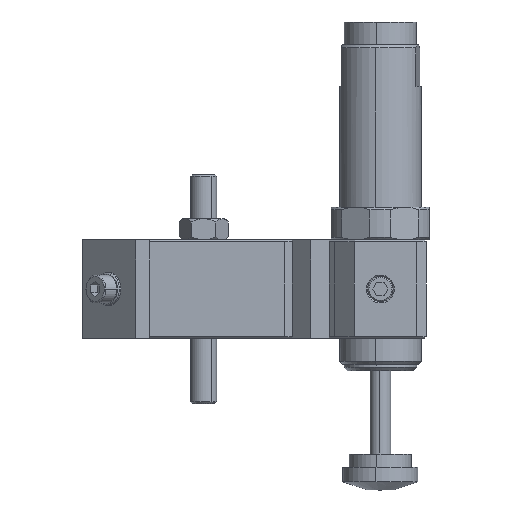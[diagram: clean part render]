
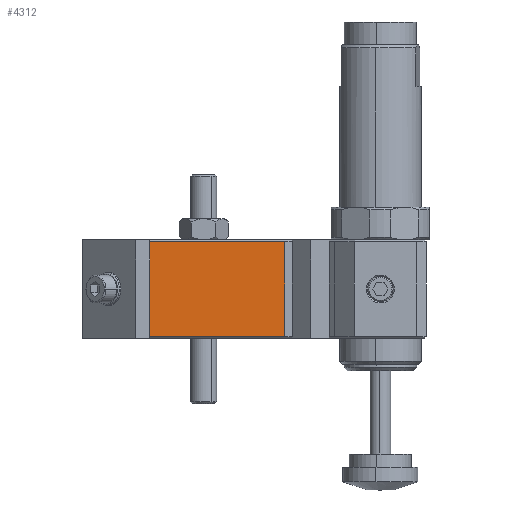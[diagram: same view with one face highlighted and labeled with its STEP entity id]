
A CAD part, front view. The second image highlights one B-rep face of the part: STEP entity #4312.
In plain terms, the highlighted planar face has unit normal (0, -1, 0).
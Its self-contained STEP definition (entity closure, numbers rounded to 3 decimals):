
#158 = EDGE_CURVE ( 'NONE', #1208, #7021, #2574, .T. ) ;
#325 = VECTOR ( 'NONE', #6116, 1000. ) ;
#437 = CARTESIAN_POINT ( 'NONE',  ( -93.293, 17., 17.041 ) ) ;
#451 = CARTESIAN_POINT ( 'NONE',  ( -87.716, 17., 15. ) ) ;
#508 = CARTESIAN_POINT ( 'NONE',  ( -28., 17., 30. ) ) ;
#575 = ORIENTED_EDGE ( 'NONE', *, *, #675, .T. ) ;
#675 = EDGE_CURVE ( 'NONE', #7322, #7434, #3440, .T. ) ;
#718 = EDGE_CURVE ( 'NONE', #6951, #6677, #962, .T. ) ;
#816 = CARTESIAN_POINT ( 'NONE',  ( -28., 17., 29.5 ) ) ;
#962 = LINE ( 'NONE', #6871, #7749 ) ;
#970 = LINE ( 'NONE', #1508, #1177 ) ;
#1044 = DIRECTION ( 'NONE',  ( 0., 1., 0. ) ) ;
#1144 = DIRECTION ( 'NONE',  ( 0., 0., -1. ) ) ;
#1177 = VECTOR ( 'NONE', #7385, 1000. ) ;
#1195 = CARTESIAN_POINT ( 'NONE',  ( -87.716, 17., 15. ) ) ;
#1208 = VERTEX_POINT ( 'NONE', #4905 ) ;
#1227 = EDGE_CURVE ( 'NONE', #7021, #7322, #4204, .T. ) ;
#1230 = EDGE_CURVE ( 'NONE', #7434, #6951, #1633, .T. ) ;
#1260 = VECTOR ( 'NONE', #1144, 1000. ) ;
#1508 = CARTESIAN_POINT ( 'NONE',  ( -93.293, 17., 30. ) ) ;
#1633 = LINE ( 'NONE', #2326, #325 ) ;
#1692 = DIRECTION ( 'NONE',  ( -1., 0., 0. ) ) ;
#1707 = CARTESIAN_POINT ( 'NONE',  ( -87.716, 17., 15. ) ) ;
#1719 = CARTESIAN_POINT ( 'NONE',  ( -87.716, 17., 12.686 ) ) ;
#1847 = VECTOR ( 'NONE', #7193, 1000. ) ;
#2326 = CARTESIAN_POINT ( 'NONE',  ( -43.2, 17., 0.5 ) ) ;
#2416 = CARTESIAN_POINT ( 'NONE',  ( -93.293, 17., 29.5 ) ) ;
#2483 = FACE_OUTER_BOUND ( 'NONE', #3434, .T. ) ;
#2574 =( BOUNDED_CURVE ( )  B_SPLINE_CURVE ( 3, ( #437, #8183, #6929, #1707 ),
 .UNSPECIFIED., .F., .F. ) 
 B_SPLINE_CURVE_WITH_KNOTS ( ( 4, 4 ),
 ( 0.955, 3.142 ),
 .UNSPECIFIED. ) 
 CURVE ( )  GEOMETRIC_REPRESENTATION_ITEM ( )  RATIONAL_B_SPLINE_CURVE ( ( 1., 0.64, 0.64, 1. ) ) 
 REPRESENTATION_ITEM ( '' )  );
#3035 = PLANE ( 'NONE',  #6118 ) ;
#3434 = EDGE_LOOP ( 'NONE', ( #5257, #4235, #5125, #575, #3755, #4334, #5758 ) ) ;
#3440 = LINE ( 'NONE', #7444, #1260 ) ;
#3623 = CARTESIAN_POINT ( 'NONE',  ( -43.2, 17., 0.5 ) ) ;
#3755 = ORIENTED_EDGE ( 'NONE', *, *, #1230, .T. ) ;
#4131 = LINE ( 'NONE', #816, #1847 ) ;
#4204 =( BOUNDED_CURVE ( )  B_SPLINE_CURVE ( 3, ( #451, #1719, #6768, #8056 ),
 .UNSPECIFIED., .F., .F. ) 
 B_SPLINE_CURVE_WITH_KNOTS ( ( 4, 4 ),
 ( 3.142, 5.328 ),
 .UNSPECIFIED. ) 
 CURVE ( )  GEOMETRIC_REPRESENTATION_ITEM ( )  RATIONAL_B_SPLINE_CURVE ( ( 1., 0.64, 0.64, 1. ) ) 
 REPRESENTATION_ITEM ( '' )  );
#4235 = ORIENTED_EDGE ( 'NONE', *, *, #158, .T. ) ;
#4312 = ADVANCED_FACE ( 'NONE', ( #2483 ), #3035, .F. ) ;
#4334 = ORIENTED_EDGE ( 'NONE', *, *, #718, .T. ) ;
#4651 = CARTESIAN_POINT ( 'NONE',  ( -43.2, 17., 29.5 ) ) ;
#4905 = CARTESIAN_POINT ( 'NONE',  ( -93.293, 17., 17.041 ) ) ;
#4956 = CARTESIAN_POINT ( 'NONE',  ( -93.293, 17., 0.5 ) ) ;
#5125 = ORIENTED_EDGE ( 'NONE', *, *, #1227, .T. ) ;
#5203 = EDGE_CURVE ( 'NONE', #6981, #1208, #970, .T. ) ;
#5257 = ORIENTED_EDGE ( 'NONE', *, *, #5203, .T. ) ;
#5758 = ORIENTED_EDGE ( 'NONE', *, *, #6639, .T. ) ;
#6116 = DIRECTION ( 'NONE',  ( 1., 0., 0. ) ) ;
#6118 = AXIS2_PLACEMENT_3D ( 'NONE', #508, #1044, #1692 ) ;
#6639 = EDGE_CURVE ( 'NONE', #6677, #6981, #4131, .T. ) ;
#6677 = VERTEX_POINT ( 'NONE', #4651 ) ;
#6710 = CARTESIAN_POINT ( 'NONE',  ( -93.293, 17., 12.959 ) ) ;
#6768 = CARTESIAN_POINT ( 'NONE',  ( -90.622, 17., 11.623 ) ) ;
#6871 = CARTESIAN_POINT ( 'NONE',  ( -43.2, 17., 0. ) ) ;
#6929 = CARTESIAN_POINT ( 'NONE',  ( -87.716, 17., 17.314 ) ) ;
#6951 = VERTEX_POINT ( 'NONE', #3623 ) ;
#6981 = VERTEX_POINT ( 'NONE', #2416 ) ;
#7021 = VERTEX_POINT ( 'NONE', #1195 ) ;
#7193 = DIRECTION ( 'NONE',  ( -1., 0., 0. ) ) ;
#7322 = VERTEX_POINT ( 'NONE', #6710 ) ;
#7385 = DIRECTION ( 'NONE',  ( 0., 0., -1. ) ) ;
#7434 = VERTEX_POINT ( 'NONE', #4956 ) ;
#7444 = CARTESIAN_POINT ( 'NONE',  ( -93.293, 17., 30. ) ) ;
#7749 = VECTOR ( 'NONE', #8175, 1000. ) ;
#8056 = CARTESIAN_POINT ( 'NONE',  ( -93.293, 17., 12.959 ) ) ;
#8175 = DIRECTION ( 'NONE',  ( 0., 0., 1. ) ) ;
#8183 = CARTESIAN_POINT ( 'NONE',  ( -90.622, 17., 18.377 ) ) ;
